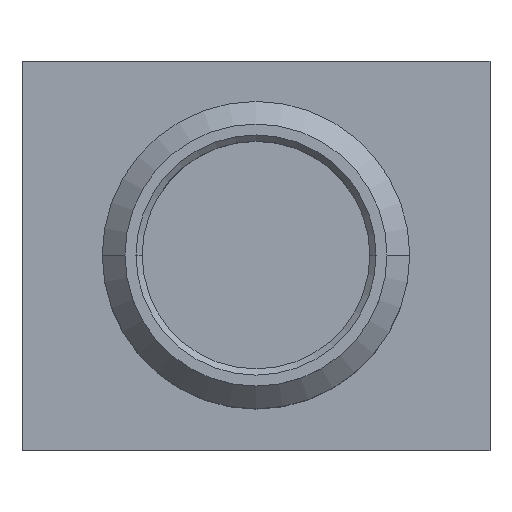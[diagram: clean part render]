
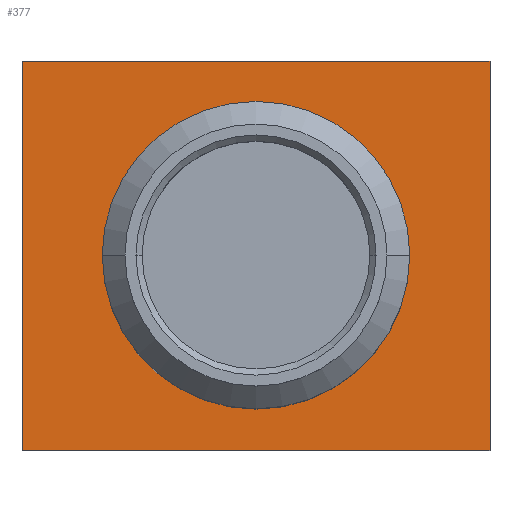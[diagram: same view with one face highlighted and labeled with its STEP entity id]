
A CAD part, top view. The second image highlights one B-rep face of the part: STEP entity #377.
In plain terms, the highlighted planar face has unit normal (0, 0, 1).
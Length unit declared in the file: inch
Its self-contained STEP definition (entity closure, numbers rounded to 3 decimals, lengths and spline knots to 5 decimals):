
#8 = DIRECTION ( 'NONE',  ( 0., 0., -1. ) ) ;
#56 = ORIENTED_EDGE ( 'NONE', *, *, #1892, .T. ) ;
#79 = CARTESIAN_POINT ( 'NONE',  ( -0.1875, 0.156, -0.31 ) ) ;
#82 = DIRECTION ( 'NONE',  ( 0., 1., 0. ) ) ;
#90 = ORIENTED_EDGE ( 'NONE', *, *, #1220, .T. ) ;
#103 = LINE ( 'NONE', #1632, #1581 ) ;
#106 = DIRECTION ( 'NONE',  ( 1., 0., 0. ) ) ;
#123 = CARTESIAN_POINT ( 'NONE',  ( 0.1875, -0.156, -0.31 ) ) ;
#193 = ORIENTED_EDGE ( 'NONE', *, *, #1552, .F. ) ;
#205 = FACE_BOUND ( 'NONE', #541, .T. ) ;
#281 = VERTEX_POINT ( 'NONE', #1447 ) ;
#290 = DIRECTION ( 'NONE',  ( -1., 0., 0. ) ) ;
#316 = LINE ( 'NONE', #79, #2068 ) ;
#359 = CARTESIAN_POINT ( 'NONE',  ( 0.105, 0., -0.31 ) ) ;
#377 = ADVANCED_FACE ( 'NONE', ( #205, #1073 ), #1320, .F. ) ;
#421 = DIRECTION ( 'NONE',  ( -1., 0., 0. ) ) ;
#541 = EDGE_LOOP ( 'NONE', ( #90, #56 ) ) ;
#677 = EDGE_CURVE ( 'NONE', #1014, #1421, #316, .T. ) ;
#827 = LINE ( 'NONE', #1208, #889 ) ;
#842 = CARTESIAN_POINT ( 'NONE',  ( 0.1875, 0.156, -0.31 ) ) ;
#858 = CARTESIAN_POINT ( 'NONE',  ( 0.1875, -0.156, -0.31 ) ) ;
#870 = DIRECTION ( 'NONE',  ( -1., 0., 0. ) ) ;
#871 = CIRCLE ( 'NONE', #2148, 0.105 ) ;
#889 = VECTOR ( 'NONE', #870, 39.37008 ) ;
#973 = CARTESIAN_POINT ( 'NONE',  ( -0.1875, -0.156, -0.31 ) ) ;
#1014 = VERTEX_POINT ( 'NONE', #973 ) ;
#1034 = CARTESIAN_POINT ( 'NONE',  ( -0.105, 0., -0.31 ) ) ;
#1073 = FACE_OUTER_BOUND ( 'NONE', #1786, .T. ) ;
#1192 = EDGE_CURVE ( 'NONE', #1653, #1014, #827, .T. ) ;
#1208 = CARTESIAN_POINT ( 'NONE',  ( 0.1875, -0.156, -0.31 ) ) ;
#1220 = EDGE_CURVE ( 'NONE', #1269, #1222, #871, .T. ) ;
#1222 = VERTEX_POINT ( 'NONE', #1034 ) ;
#1267 = AXIS2_PLACEMENT_3D ( 'NONE', #1280, #1442, #421 ) ;
#1269 = VERTEX_POINT ( 'NONE', #359 ) ;
#1280 = CARTESIAN_POINT ( 'NONE',  ( 0., 0., -0.31 ) ) ;
#1320 = PLANE ( 'NONE',  #1894 ) ;
#1350 = ORIENTED_EDGE ( 'NONE', *, *, #1192, .F. ) ;
#1381 = CARTESIAN_POINT ( 'NONE',  ( 0., 0., -0.31 ) ) ;
#1421 = VERTEX_POINT ( 'NONE', #1619 ) ;
#1442 = DIRECTION ( 'NONE',  ( 0., 0., -1. ) ) ;
#1447 = CARTESIAN_POINT ( 'NONE',  ( 0.1875, 0.156, -0.31 ) ) ;
#1547 = DIRECTION ( 'NONE',  ( -1., 0., 0. ) ) ;
#1552 = EDGE_CURVE ( 'NONE', #1421, #281, #103, .T. ) ;
#1581 = VECTOR ( 'NONE', #106, 39.37008 ) ;
#1590 = EDGE_CURVE ( 'NONE', #281, #1653, #1809, .T. ) ;
#1619 = CARTESIAN_POINT ( 'NONE',  ( -0.1875, 0.156, -0.31 ) ) ;
#1632 = CARTESIAN_POINT ( 'NONE',  ( 0.1875, 0.156, -0.31 ) ) ;
#1652 = DIRECTION ( 'NONE',  ( 0., 0., -1. ) ) ;
#1653 = VERTEX_POINT ( 'NONE', #858 ) ;
#1747 = CIRCLE ( 'NONE', #1267, 0.105 ) ;
#1761 = ORIENTED_EDGE ( 'NONE', *, *, #1590, .F. ) ;
#1786 = EDGE_LOOP ( 'NONE', ( #1761, #193, #1919, #1350 ) ) ;
#1809 = LINE ( 'NONE', #842, #2204 ) ;
#1892 = EDGE_CURVE ( 'NONE', #1222, #1269, #1747, .T. ) ;
#1894 = AXIS2_PLACEMENT_3D ( 'NONE', #123, #1652, #290 ) ;
#1919 = ORIENTED_EDGE ( 'NONE', *, *, #677, .F. ) ;
#2068 = VECTOR ( 'NONE', #82, 39.37008 ) ;
#2148 = AXIS2_PLACEMENT_3D ( 'NONE', #1381, #8, #1547 ) ;
#2187 = DIRECTION ( 'NONE',  ( 0., -1., 0. ) ) ;
#2204 = VECTOR ( 'NONE', #2187, 39.37008 ) ;
